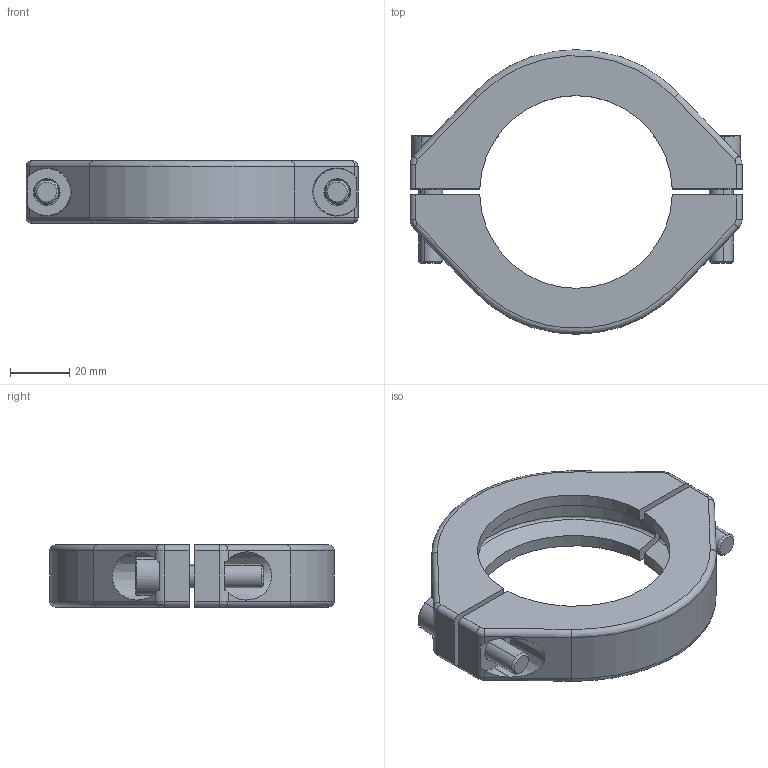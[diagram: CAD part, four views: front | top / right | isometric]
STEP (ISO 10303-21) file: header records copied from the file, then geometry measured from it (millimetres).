
FILE_DESCRIPTION (( 'STEP AP214' ), '1' );
FILE_NAME ('Hositrad_CC50KF.STEP', '2019-07-04T09:59:22', ( '' ), ( '' ), 'SwSTEP 2.0', 'SolidWorks 2019', '' );
FILE_SCHEMA (( 'AUTOMOTIVE_DESIGN' ));
Length unit declared in the file: millimetre
Products named in the file (4): socket head cap screw_iso_ISO 4762 M8 x 35 - 35N; KF50_Clamp-Collar; Hositrad_CC50KF; KF50Assy_Clamp-Collar
Assembly tree (6 placements, depth 3):
  Hositrad_CC50KF
    KF50Assy_Clamp-Collar
      KF50_Clamp-Collar  x3
    socket head cap screw_iso_ISO 4762 M8 x 35 - 35N  x2
Bounding box: 112 x 96 x 21 mm (x, y, z)
Volume: 107476.4 mm3; surface area: 41514.3 mm2
Topology: 5 solids, 5 shells, 210 faces, 506 edges, 306 vertices
Faces by surface type: cylinder 62, plane 60, cone 56, bspline 24, torus 8
Entity records: 3156 total; most frequent: CARTESIAN_POINT 642, DIRECTION 400, ORIENTED_EDGE 372, EDGE_CURVE 186, AXIS2_PLACEMENT_3D 157, VERTEX_POINT 113, LINE 86, VECTOR 86
